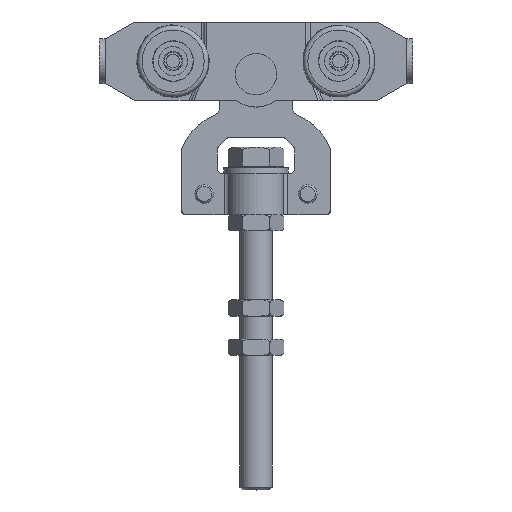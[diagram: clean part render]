
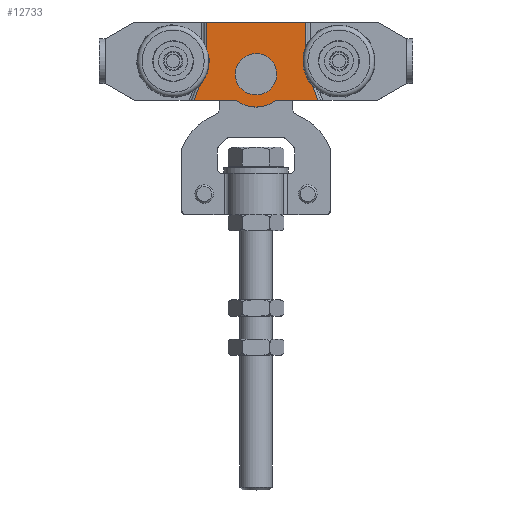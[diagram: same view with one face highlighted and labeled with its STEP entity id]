
A CAD part, top view. The second image highlights one B-rep face of the part: STEP entity #12733.
In plain terms, the highlighted planar face has unit normal (0, 0, 1).
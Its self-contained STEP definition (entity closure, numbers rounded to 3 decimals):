
#444=LINE('',#19712,#1173);
#447=LINE('',#19721,#1176);
#451=LINE('',#19729,#1180);
#456=LINE('',#19745,#1185);
#459=LINE('',#19754,#1188);
#464=LINE('',#19762,#1193);
#487=LINE('',#19829,#1216);
#1173=VECTOR('',#15958,10.);
#1176=VECTOR('',#15967,10.);
#1180=VECTOR('',#15977,10.);
#1185=VECTOR('',#15990,10.);
#1188=VECTOR('',#15999,10.);
#1193=VECTOR('',#16010,10.);
#1216=VECTOR('',#16085,10.);
#1838=PLANE('',#13807);
#2444=FACE_BOUND('',#3697,.T.);
#2840=FACE_OUTER_BOUND('',#3696,.T.);
#3696=EDGE_LOOP('',(#9048,#9049,#9050,#9051,#9052,#9053,#9054,#9055));
#3697=EDGE_LOOP('',(#9056));
#4600=CIRCLE('',#13671,9.);
#4631=CIRCLE('',#13806,14.25);
#5363=VERTEX_POINT('',#19384);
#5479=VERTEX_POINT('',#19709);
#5480=VERTEX_POINT('',#19711);
#5482=VERTEX_POINT('',#19717);
#5484=VERTEX_POINT('',#19728);
#5490=VERTEX_POINT('',#19742);
#5491=VERTEX_POINT('',#19744);
#5493=VERTEX_POINT('',#19750);
#5512=VERTEX_POINT('',#19827);
#6609=EDGE_CURVE('',#5363,#5363,#4600,.T.);
#6771=EDGE_CURVE('',#5479,#5480,#444,.T.);
#6776=EDGE_CURVE('',#5480,#5482,#447,.T.);
#6780=EDGE_CURVE('',#5482,#5484,#451,.T.);
#6788=EDGE_CURVE('',#5490,#5491,#456,.T.);
#6793=EDGE_CURVE('',#5491,#5493,#459,.T.);
#6798=EDGE_CURVE('',#5493,#5479,#464,.T.);
#6833=EDGE_CURVE('',#5512,#5490,#487,.T.);
#6834=EDGE_CURVE('',#5484,#5512,#4631,.T.);
#9048=ORIENTED_EDGE('',*,*,#6771,.F.);
#9049=ORIENTED_EDGE('',*,*,#6798,.F.);
#9050=ORIENTED_EDGE('',*,*,#6793,.F.);
#9051=ORIENTED_EDGE('',*,*,#6788,.F.);
#9052=ORIENTED_EDGE('',*,*,#6833,.F.);
#9053=ORIENTED_EDGE('',*,*,#6834,.F.);
#9054=ORIENTED_EDGE('',*,*,#6780,.F.);
#9055=ORIENTED_EDGE('',*,*,#6776,.F.);
#9056=ORIENTED_EDGE('',*,*,#6609,.T.);
#12733=ADVANCED_FACE('',(#2840,#2444),#1838,.T.);
#13671=AXIS2_PLACEMENT_3D('',#19385,#15656,#15657);
#13806=AXIS2_PLACEMENT_3D('',#19831,#16088,#16089);
#13807=AXIS2_PLACEMENT_3D('',#19832,#16090,#16091);
#15656=DIRECTION('center_axis',(0.,0.,-1.));
#15657=DIRECTION('ref_axis',(-0.988,-0.156,0.));
#15958=DIRECTION('',(0.,-1.,0.));
#15967=DIRECTION('',(0.342,-0.94,0.));
#15977=DIRECTION('',(-1.,0.,0.));
#15990=DIRECTION('',(0.342,0.94,0.));
#15999=DIRECTION('',(0.,1.,0.));
#16010=DIRECTION('',(1.,0.,0.));
#16085=DIRECTION('',(-1.,0.,0.));
#16088=DIRECTION('center_axis',(0.,0.,-1.));
#16089=DIRECTION('ref_axis',(-0.609,-0.793,0.));
#16090=DIRECTION('center_axis',(0.,0.,1.));
#16091=DIRECTION('ref_axis',(1.,0.,0.));
#19384=CARTESIAN_POINT('',(110.067,204.172,5.5));
#19385=CARTESIAN_POINT('Origin',(118.956,205.578,5.5));
#19709=CARTESIAN_POINT('',(140.456,228.272,5.5));
#19711=CARTESIAN_POINT('',(140.456,209.102,5.5));
#19712=CARTESIAN_POINT('',(140.456,219.02,5.5));
#19717=CARTESIAN_POINT('',(145.854,194.272,5.5));
#19721=CARTESIAN_POINT('',(139.122,212.768,5.5));
#19728=CARTESIAN_POINT('',(127.63,194.272,5.5));
#19729=CARTESIAN_POINT('',(127.63,194.272,5.5));
#19742=CARTESIAN_POINT('',(92.059,194.272,5.5));
#19744=CARTESIAN_POINT('',(97.456,209.102,5.5));
#19745=CARTESIAN_POINT('',(96.06,205.265,5.5));
#19750=CARTESIAN_POINT('',(97.456,228.272,5.5));
#19754=CARTESIAN_POINT('',(97.456,209.523,5.5));
#19762=CARTESIAN_POINT('',(171.796,228.272,5.5));
#19827=CARTESIAN_POINT('',(110.283,194.272,5.5));
#19829=CARTESIAN_POINT('',(66.116,194.272,5.5));
#19831=CARTESIAN_POINT('Origin',(118.956,205.578,5.5));
#19832=CARTESIAN_POINT('Origin',(118.956,209.768,5.5));
